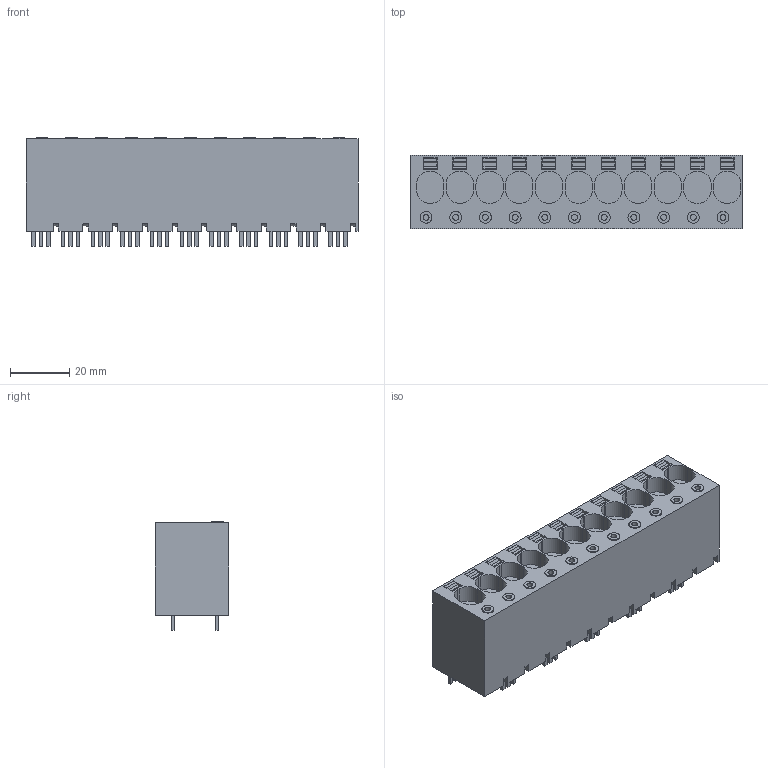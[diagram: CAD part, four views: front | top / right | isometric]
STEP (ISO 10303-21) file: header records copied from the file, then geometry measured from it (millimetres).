
FILE_DESCRIPTION(('CATIA V5 STEP Exchange','CAx-IF Rec.Pracs.--- Model Styling and Organization---1.2---2011-12-15'),'2;1');
FILE_NAME ('D1462852_0_2492200000_2492200000.stp','2018-03-29T09:26:09+00:00',('none'),('Weidmueller'),'CATIA Version 5-6 Release 2014','CATIA V5 STEP AP214','none');
FILE_SCHEMA(('AUTOMOTIVE_DESIGN { 1 0 10303 214 1 1 1 1 }'));
Length unit declared in the file: millimetre
Products named in the file (1): 2492200000
Bounding box: 111.8 x 24.7 x 36.6 mm (x, y, z)
Volume: 74468.3 mm3; surface area: 25378.6 mm2
Topology: 23 solids, 23 shells, 976 faces, 2645 edges, 1770 vertices
Faces by surface type: plane 789, cylinder 110, extrusion 77
Entity records: 30682 total; most frequent: CARTESIAN_POINT 6881, ORIENTED_EDGE 5290, DIRECTION 3676, EDGE_CURVE 2645, VECTOR 2348, LINE 2271, VERTEX_POINT 1770, EDGE_LOOP 1031
